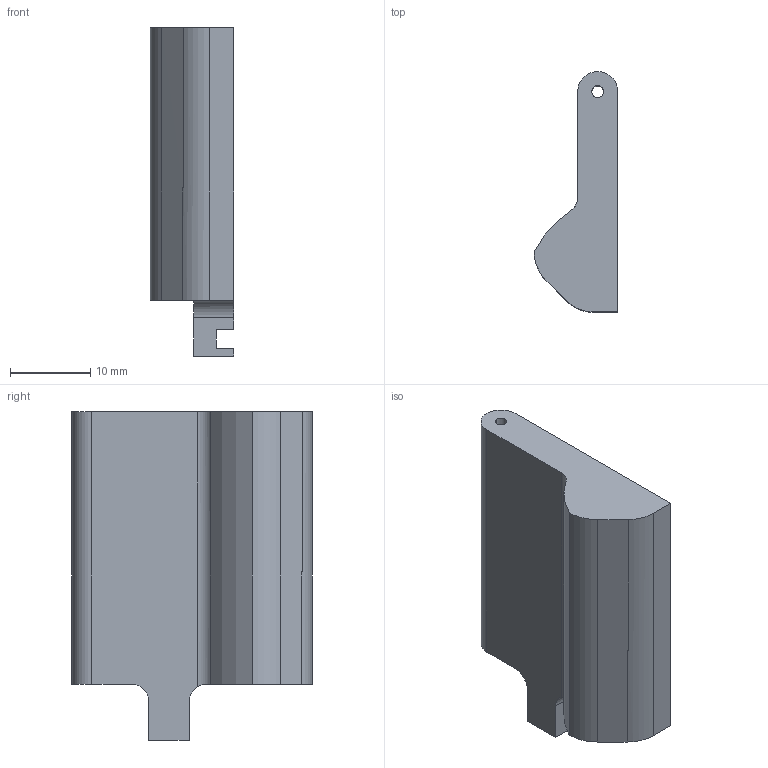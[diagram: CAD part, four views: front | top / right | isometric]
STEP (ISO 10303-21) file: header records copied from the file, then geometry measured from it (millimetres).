
FILE_DESCRIPTION((''),'2;1');
FILE_NAME('PRT0006','2025-01-16T01:23:52',('Слава'),(''),'CREO PARAMETRIC BY PTC INC, 2024103','CREO PARAMETRIC BY PTC INC, 2024103','');
FILE_SCHEMA(('CONFIG_CONTROL_DESIGN'));
Length unit declared in the file: millimetre
Products named in the file (1): PRT0006
Bounding box: 10.43 x 30 x 41 mm (x, y, z)
Volume: 6593.4 mm3; surface area: 3125.8 mm2
Topology: 1 solids, 1 shells, 23 faces, 69 edges, 48 vertices
Faces by surface type: plane 14, cylinder 9
Entity records: 835 total; most frequent: CARTESIAN_POINT 146, ORIENTED_EDGE 138, DIRECTION 133, EDGE_CURVE 69, VERTEX_POINT 48, VECTOR 47, LINE 47, AXIS2_PLACEMENT_3D 43
